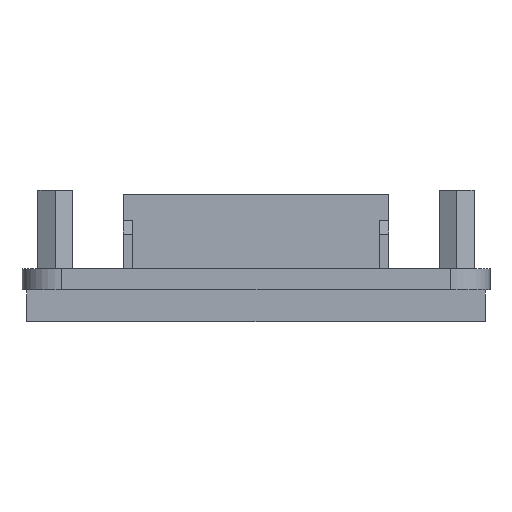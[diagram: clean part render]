
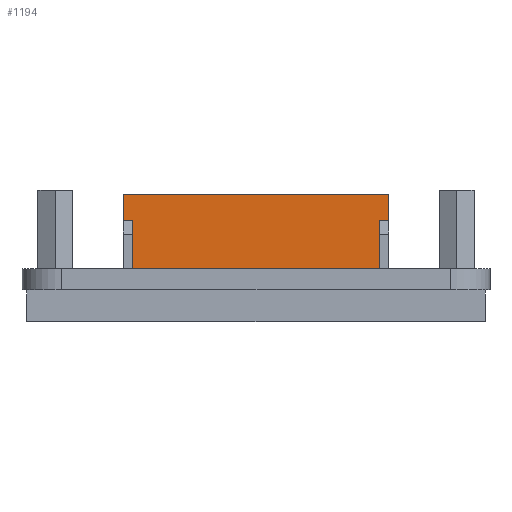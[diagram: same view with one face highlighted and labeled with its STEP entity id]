
A CAD part, left-side view. The second image highlights one B-rep face of the part: STEP entity #1194.
In plain terms, the highlighted planar face has unit normal (-1, 0, 0).
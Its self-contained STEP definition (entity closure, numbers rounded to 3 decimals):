
#95=FACE_OUTER_BOUND('',#172,.T.);
#172=EDGE_LOOP('',(#984,#985,#986,#987,#988,#989,#990,#991));
#234=LINE('',#1721,#380);
#298=LINE('',#1864,#444);
#299=LINE('',#1866,#445);
#300=LINE('',#1868,#446);
#301=LINE('',#1869,#447);
#302=LINE('',#1871,#448);
#303=LINE('',#1873,#449);
#304=LINE('',#1874,#450);
#380=VECTOR('',#1382,18.6);
#444=VECTOR('',#1532,20.);
#445=VECTOR('',#1533,2.);
#446=VECTOR('',#1534,0.7);
#447=VECTOR('',#1535,3.6);
#448=VECTOR('',#1536,3.6);
#449=VECTOR('',#1537,0.7);
#450=VECTOR('',#1538,2.);
#534=VERTEX_POINT('',#1719);
#535=VERTEX_POINT('',#1720);
#570=VERTEX_POINT('',#1862);
#571=VERTEX_POINT('',#1863);
#572=VERTEX_POINT('',#1865);
#573=VERTEX_POINT('',#1867);
#574=VERTEX_POINT('',#1870);
#575=VERTEX_POINT('',#1872);
#646=EDGE_CURVE('',#534,#535,#234,.T.);
#714=EDGE_CURVE('',#570,#571,#298,.T.);
#715=EDGE_CURVE('',#570,#572,#299,.T.);
#716=EDGE_CURVE('',#573,#572,#300,.T.);
#717=EDGE_CURVE('',#535,#573,#301,.T.);
#718=EDGE_CURVE('',#534,#574,#302,.T.);
#719=EDGE_CURVE('',#574,#575,#303,.T.);
#720=EDGE_CURVE('',#571,#575,#304,.T.);
#984=ORIENTED_EDGE('',*,*,#714,.F.);
#985=ORIENTED_EDGE('',*,*,#715,.T.);
#986=ORIENTED_EDGE('',*,*,#716,.F.);
#987=ORIENTED_EDGE('',*,*,#717,.F.);
#988=ORIENTED_EDGE('',*,*,#646,.F.);
#989=ORIENTED_EDGE('',*,*,#718,.T.);
#990=ORIENTED_EDGE('',*,*,#719,.T.);
#991=ORIENTED_EDGE('',*,*,#720,.F.);
#1114=PLANE('',#1287);
#1194=ADVANCED_FACE('',(#95),#1114,.T.);
#1287=AXIS2_PLACEMENT_3D('',#1861,#1530,#1531);
#1382=DIRECTION('',(0.,1.,0.));
#1530=DIRECTION('center_axis',(-1.,0.,0.));
#1531=DIRECTION('ref_axis',(0.,-1.,0.));
#1532=DIRECTION('',(0.,-1.,0.));
#1533=DIRECTION('',(0.,0.,-1.));
#1534=DIRECTION('',(0.,1.,0.));
#1535=DIRECTION('',(0.,0.,1.));
#1536=DIRECTION('',(0.,0.,1.));
#1537=DIRECTION('',(0.,-1.,0.));
#1538=DIRECTION('',(0.,0.,-1.));
#1719=CARTESIAN_POINT('',(18.6,-9.3,2.328));
#1720=CARTESIAN_POINT('',(18.6,9.3,2.328));
#1721=CARTESIAN_POINT('',(18.6,-9.3,2.328));
#1861=CARTESIAN_POINT('Origin',(18.6,10.,2.328));
#1862=CARTESIAN_POINT('',(18.6,10.,7.928));
#1863=CARTESIAN_POINT('',(18.6,-10.,7.928));
#1864=CARTESIAN_POINT('',(18.6,10.,7.928));
#1865=CARTESIAN_POINT('',(18.6,10.,5.928));
#1866=CARTESIAN_POINT('',(18.6,10.,7.928));
#1867=CARTESIAN_POINT('',(18.6,9.3,5.928));
#1868=CARTESIAN_POINT('',(18.6,9.3,5.928));
#1869=CARTESIAN_POINT('',(18.6,9.3,2.328));
#1870=CARTESIAN_POINT('',(18.6,-9.3,5.928));
#1871=CARTESIAN_POINT('',(18.6,-9.3,2.328));
#1872=CARTESIAN_POINT('',(18.6,-10.,5.928));
#1873=CARTESIAN_POINT('',(18.6,-9.3,5.928));
#1874=CARTESIAN_POINT('',(18.6,-10.,7.928));
